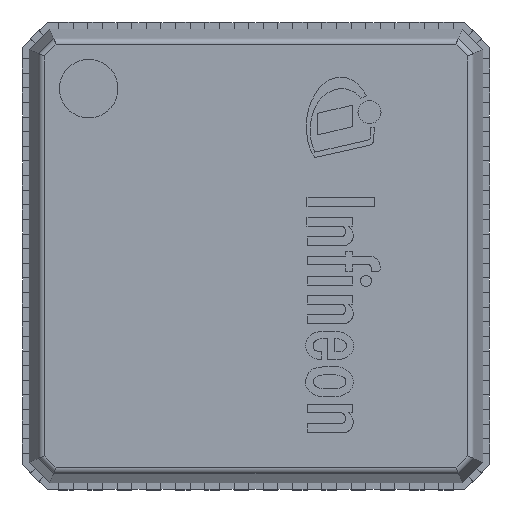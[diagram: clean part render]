
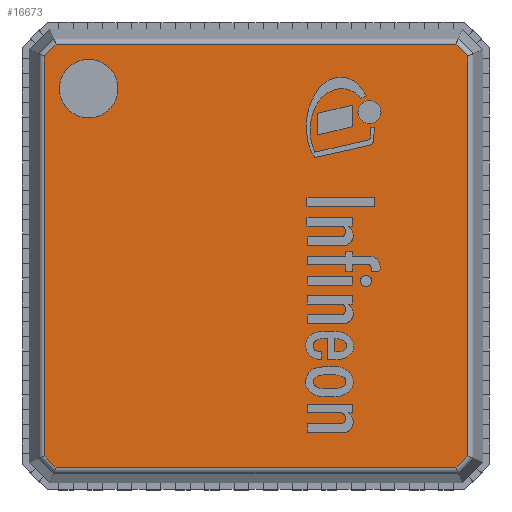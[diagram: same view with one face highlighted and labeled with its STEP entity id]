
A CAD part, top view. The second image highlights one B-rep face of the part: STEP entity #16673.
In plain terms, the highlighted planar face has unit normal (0, 0, 1).
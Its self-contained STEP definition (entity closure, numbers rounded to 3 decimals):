
#233=FACE_BOUND('',#1970,.T.);
#248=PLANE('',#17732);
#989=FACE_OUTER_BOUND('',#1969,.T.);
#1969=EDGE_LOOP('',(#11532,#11533,#11534,#11535,#11536,#11537,#11538,#11539));
#1970=EDGE_LOOP('',(#11540));
#2972=LINE('',#23976,#4973);
#2973=LINE('',#23978,#4974);
#2974=LINE('',#23980,#4975);
#2975=LINE('',#23982,#4976);
#2976=LINE('',#23984,#4977);
#2977=LINE('',#23986,#4978);
#2978=LINE('',#23988,#4979);
#2979=LINE('',#23989,#4980);
#4973=VECTOR('',#19170,1000.);
#4974=VECTOR('',#19171,1000.);
#4975=VECTOR('',#19172,1000.);
#4976=VECTOR('',#19173,1000.);
#4977=VECTOR('',#19174,1000.);
#4978=VECTOR('',#19175,1000.);
#4979=VECTOR('',#19176,1000.);
#4980=VECTOR('',#19177,1000.);
#6950=CIRCLE('',#17723,0.5);
#7378=VERTEX_POINT('',#23922);
#7395=VERTEX_POINT('',#23974);
#7396=VERTEX_POINT('',#23975);
#7397=VERTEX_POINT('',#23977);
#7398=VERTEX_POINT('',#23979);
#7399=VERTEX_POINT('',#23981);
#7400=VERTEX_POINT('',#23983);
#7401=VERTEX_POINT('',#23985);
#7402=VERTEX_POINT('',#23987);
#9025=EDGE_CURVE('',#7378,#7378,#6950,.T.);
#9050=EDGE_CURVE('',#7395,#7396,#2972,.T.);
#9051=EDGE_CURVE('',#7396,#7397,#2973,.T.);
#9052=EDGE_CURVE('',#7397,#7398,#2974,.T.);
#9053=EDGE_CURVE('',#7398,#7399,#2975,.T.);
#9054=EDGE_CURVE('',#7399,#7400,#2976,.T.);
#9055=EDGE_CURVE('',#7400,#7401,#2977,.T.);
#9056=EDGE_CURVE('',#7401,#7402,#2978,.T.);
#9057=EDGE_CURVE('',#7402,#7395,#2979,.T.);
#11532=ORIENTED_EDGE('',*,*,#9050,.T.);
#11533=ORIENTED_EDGE('',*,*,#9051,.T.);
#11534=ORIENTED_EDGE('',*,*,#9052,.T.);
#11535=ORIENTED_EDGE('',*,*,#9053,.T.);
#11536=ORIENTED_EDGE('',*,*,#9054,.T.);
#11537=ORIENTED_EDGE('',*,*,#9055,.T.);
#11538=ORIENTED_EDGE('',*,*,#9056,.T.);
#11539=ORIENTED_EDGE('',*,*,#9057,.T.);
#11540=ORIENTED_EDGE('',*,*,#9025,.F.);
#16673=ADVANCED_FACE('',(#989,#233),#248,.T.);
#17723=AXIS2_PLACEMENT_3D('',#23924,#19126,#19127);
#17732=AXIS2_PLACEMENT_3D('',#23973,#19168,#19169);
#19126=DIRECTION('center_axis',(0.,0.,1.));
#19127=DIRECTION('ref_axis',(1.,0.,0.));
#19168=DIRECTION('center_axis',(0.,0.,1.));
#19169=DIRECTION('ref_axis',(1.,0.,0.));
#19170=DIRECTION('',(1.,0.,0.));
#19171=DIRECTION('',(0.707,0.707,0.));
#19172=DIRECTION('',(0.,1.,0.));
#19173=DIRECTION('',(-0.707,0.707,0.));
#19174=DIRECTION('',(-1.,0.,0.));
#19175=DIRECTION('',(-0.707,-0.707,0.));
#19176=DIRECTION('',(0.,-1.,0.));
#19177=DIRECTION('',(0.707,-0.707,0.));
#23922=CARTESIAN_POINT('',(-3.36,2.86,0.9));
#23924=CARTESIAN_POINT('Origin',(-2.86,2.86,0.9));
#23973=CARTESIAN_POINT('Origin',(0.,0.,0.9));
#23974=CARTESIAN_POINT('',(-3.418,-3.622,0.9));
#23975=CARTESIAN_POINT('',(3.418,-3.622,0.9));
#23976=CARTESIAN_POINT('',(3.45,-3.622,0.9));
#23977=CARTESIAN_POINT('',(3.622,-3.418,0.9));
#23978=CARTESIAN_POINT('',(3.645,-3.395,0.9));
#23979=CARTESIAN_POINT('',(3.622,3.418,0.9));
#23980=CARTESIAN_POINT('',(3.622,3.45,0.9));
#23981=CARTESIAN_POINT('',(3.418,3.622,0.9));
#23982=CARTESIAN_POINT('',(3.395,3.645,0.9));
#23983=CARTESIAN_POINT('',(-3.418,3.622,0.9));
#23984=CARTESIAN_POINT('',(-3.45,3.622,0.9));
#23985=CARTESIAN_POINT('',(-3.622,3.418,0.9));
#23986=CARTESIAN_POINT('',(-3.645,3.395,0.9));
#23987=CARTESIAN_POINT('',(-3.622,-3.418,0.9));
#23988=CARTESIAN_POINT('',(-3.622,-3.45,0.9));
#23989=CARTESIAN_POINT('',(-3.395,-3.645,0.9));
